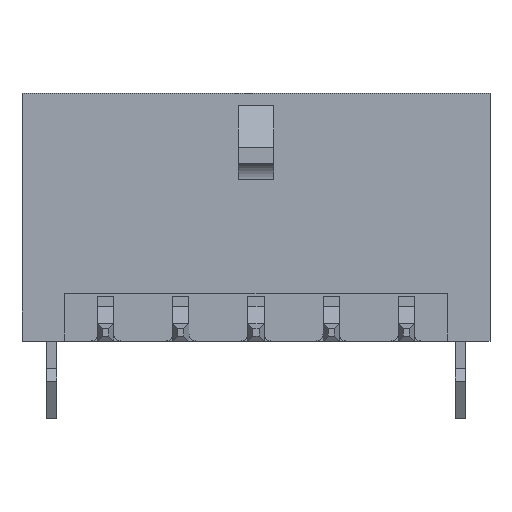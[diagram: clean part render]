
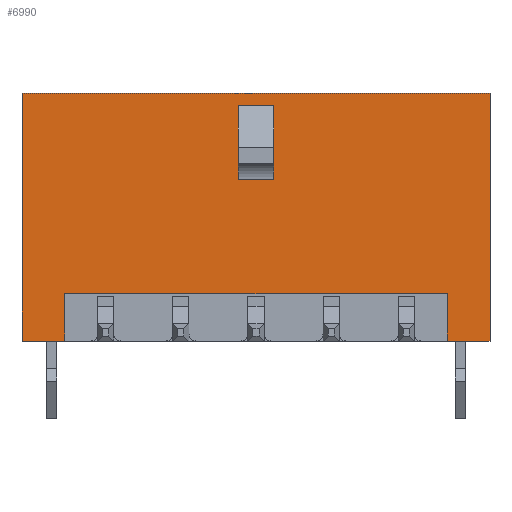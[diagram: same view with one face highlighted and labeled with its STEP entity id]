
A CAD part, front view. The second image highlights one B-rep face of the part: STEP entity #6990.
In plain terms, the highlighted planar face has unit normal (0, -1, 0).
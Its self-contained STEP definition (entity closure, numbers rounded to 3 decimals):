
#736=ORIENTED_EDGE('',*,*,#2626,.F.);
#737=ORIENTED_EDGE('',*,*,#2627,.F.);
#738=ORIENTED_EDGE('',*,*,#2628,.T.);
#739=ORIENTED_EDGE('',*,*,#2629,.T.);
#740=ORIENTED_EDGE('',*,*,#2630,.T.);
#741=ORIENTED_EDGE('',*,*,#2631,.T.);
#742=ORIENTED_EDGE('',*,*,#2547,.F.);
#743=ORIENTED_EDGE('',*,*,#2632,.T.);
#744=ORIENTED_EDGE('',*,*,#2633,.T.);
#745=ORIENTED_EDGE('',*,*,#2634,.F.);
#746=ORIENTED_EDGE('',*,*,#2635,.F.);
#747=ORIENTED_EDGE('',*,*,#2636,.T.);
#2547=EDGE_CURVE('',#3494,#3495,#4246,.T.);
#2626=EDGE_CURVE('',#3545,#3546,#4307,.T.);
#2627=EDGE_CURVE('',#3547,#3545,#4308,.T.);
#2628=EDGE_CURVE('',#3547,#3548,#4309,.T.);
#2629=EDGE_CURVE('',#3548,#3546,#4310,.T.);
#2630=EDGE_CURVE('',#3549,#3550,#4311,.T.);
#2631=EDGE_CURVE('',#3550,#3495,#4312,.T.);
#2632=EDGE_CURVE('',#3494,#3551,#4313,.T.);
#2633=EDGE_CURVE('',#3551,#3552,#4314,.T.);
#2634=EDGE_CURVE('',#3553,#3552,#4315,.T.);
#2635=EDGE_CURVE('',#3554,#3553,#4316,.T.);
#2636=EDGE_CURVE('',#3554,#3549,#4317,.T.);
#3494=VERTEX_POINT('',#10182);
#3495=VERTEX_POINT('',#10184);
#3545=VERTEX_POINT('',#10337);
#3546=VERTEX_POINT('',#10338);
#3547=VERTEX_POINT('',#10340);
#3548=VERTEX_POINT('',#10342);
#3549=VERTEX_POINT('',#10345);
#3550=VERTEX_POINT('',#10346);
#3551=VERTEX_POINT('',#10349);
#3552=VERTEX_POINT('',#10351);
#3553=VERTEX_POINT('',#10353);
#3554=VERTEX_POINT('',#10355);
#4246=LINE('',#10183,#5221);
#4307=LINE('',#10336,#5282);
#4308=LINE('',#10339,#5283);
#4309=LINE('',#10341,#5284);
#4310=LINE('',#10343,#5285);
#4311=LINE('',#10344,#5286);
#4312=LINE('',#10347,#5287);
#4313=LINE('',#10348,#5288);
#4314=LINE('',#10350,#5289);
#4315=LINE('',#10352,#5290);
#4316=LINE('',#10354,#5291);
#4317=LINE('',#10356,#5292);
#5221=VECTOR('',#8190,1000.);
#5282=VECTOR('',#8335,1000.);
#5283=VECTOR('',#8336,1000.);
#5284=VECTOR('',#8337,1000.);
#5285=VECTOR('',#8338,1000.);
#5286=VECTOR('',#8339,1000.);
#5287=VECTOR('',#8340,1000.);
#5288=VECTOR('',#8341,1000.);
#5289=VECTOR('',#8342,1000.);
#5290=VECTOR('',#8343,1000.);
#5291=VECTOR('',#8344,1000.);
#5292=VECTOR('',#8345,1000.);
#5935=EDGE_LOOP('',(#736,#737,#738,#739));
#5936=EDGE_LOOP('',(#740,#741,#742,#743,#744,#745,#746,#747));
#6302=FACE_BOUND('',#5935,.T.);
#6303=FACE_BOUND('',#5936,.T.);
#6669=PLANE('',#7390);
#6990=ADVANCED_FACE('',(#6302,#6303),#6669,.T.);
#7390=AXIS2_PLACEMENT_3D('',#10335,#8333,#8334);
#8190=DIRECTION('',(-1.,0.,0.));
#8333=DIRECTION('',(0.,-1.,0.));
#8334=DIRECTION('',(0.,0.,-1.));
#8335=DIRECTION('',(-1.,0.,0.));
#8336=DIRECTION('',(0.,0.,1.));
#8337=DIRECTION('',(-1.,0.,0.));
#8338=DIRECTION('',(0.,0.,1.));
#8339=DIRECTION('',(1.,0.,0.));
#8340=DIRECTION('',(0.,0.,-1.));
#8341=DIRECTION('',(0.,0.,1.));
#8342=DIRECTION('',(-1.,0.,0.));
#8343=DIRECTION('',(0.,0.,1.));
#8344=DIRECTION('',(-1.,0.,0.));
#8345=DIRECTION('',(0.,0.,1.));
#10182=CARTESIAN_POINT('',(9.35,-3.43,-4.95));
#10183=CARTESIAN_POINT('',(9.35,-3.43,-4.95));
#10184=CARTESIAN_POINT('',(7.65,-3.43,-4.95));
#10335=CARTESIAN_POINT('',(9.35,-3.43,-4.95));
#10336=CARTESIAN_POINT('',(0.7,-3.43,4.45));
#10337=CARTESIAN_POINT('',(0.7,-3.43,4.45));
#10338=CARTESIAN_POINT('',(-0.7,-3.43,4.45));
#10339=CARTESIAN_POINT('',(0.7,-3.43,1.5));
#10340=CARTESIAN_POINT('',(0.7,-3.43,1.5));
#10341=CARTESIAN_POINT('',(0.7,-3.43,1.5));
#10342=CARTESIAN_POINT('',(-0.7,-3.43,1.5));
#10343=CARTESIAN_POINT('',(-0.7,-3.43,1.5));
#10344=CARTESIAN_POINT('',(-7.65,-3.43,-3.05));
#10345=CARTESIAN_POINT('',(-7.65,-3.43,-3.05));
#10346=CARTESIAN_POINT('',(7.65,-3.43,-3.05));
#10347=CARTESIAN_POINT('',(7.65,-3.43,-3.05));
#10348=CARTESIAN_POINT('',(9.35,-3.43,-4.95));
#10349=CARTESIAN_POINT('',(9.35,-3.43,4.95));
#10350=CARTESIAN_POINT('',(9.35,-3.43,4.95));
#10351=CARTESIAN_POINT('',(-9.35,-3.43,4.95));
#10352=CARTESIAN_POINT('',(-9.35,-3.43,-4.95));
#10353=CARTESIAN_POINT('',(-9.35,-3.43,-4.95));
#10354=CARTESIAN_POINT('',(9.35,-3.43,-4.95));
#10355=CARTESIAN_POINT('',(-7.65,-3.43,-4.95));
#10356=CARTESIAN_POINT('',(-7.65,-3.43,-4.95));
